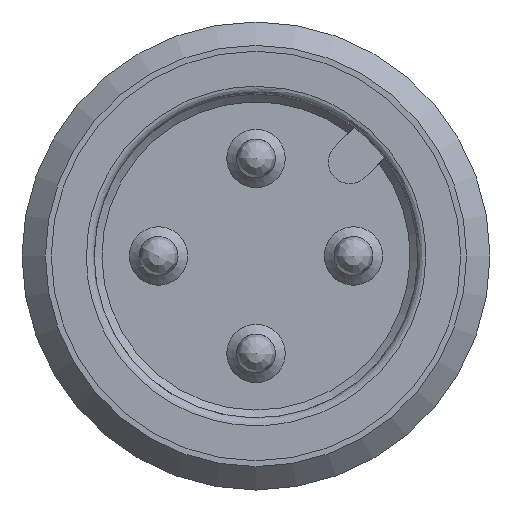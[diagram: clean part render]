
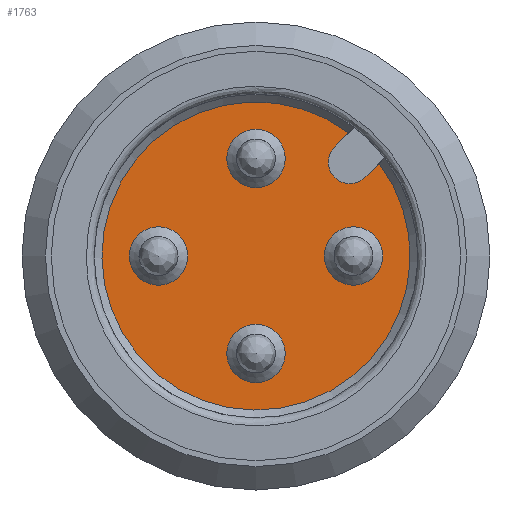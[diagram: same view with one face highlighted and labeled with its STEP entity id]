
A CAD part, left-side view. The second image highlights one B-rep face of the part: STEP entity #1763.
In plain terms, the highlighted face is planar.
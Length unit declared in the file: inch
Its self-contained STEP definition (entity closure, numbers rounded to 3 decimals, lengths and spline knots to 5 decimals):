
#10 = ORIENTED_EDGE ( 'NONE', *, *, #1254, .T. ) ;
#13 = ORIENTED_EDGE ( 'NONE', *, *, #1496, .T. ) ;
#16 = EDGE_CURVE ( 'NONE', #121, #235, #2248, .T. ) ;
#59 = AXIS2_PLACEMENT_3D ( 'NONE', #829, #657, #1078 ) ;
#77 = DIRECTION ( 'NONE',  ( 0., 0., 1. ) ) ;
#84 = CARTESIAN_POINT ( 'NONE',  ( 0., 0.35039, 0.1378 ) ) ;
#113 = CARTESIAN_POINT ( 'NONE',  ( 0., 0.35039, -0.0689 ) ) ;
#121 = VERTEX_POINT ( 'NONE', #1347 ) ;
#147 = DIRECTION ( 'NONE',  ( 0., 1., 0. ) ) ;
#235 = VERTEX_POINT ( 'NONE', #1472 ) ;
#247 = VECTOR ( 'NONE', #1035, 39.37008 ) ;
#303 = CARTESIAN_POINT ( 'NONE',  ( 0., 0.35039, -0.09843 ) ) ;
#324 = ORIENTED_EDGE ( 'NONE', *, *, #1538, .T. ) ;
#358 = DIRECTION ( 'NONE',  ( 0., 1., 0. ) ) ;
#392 = DIRECTION ( 'NONE',  ( 0., 1., 0. ) ) ;
#398 = ORIENTED_EDGE ( 'NONE', *, *, #1279, .T. ) ;
#416 = EDGE_LOOP ( 'NONE', ( #398 ) ) ;
#459 = AXIS2_PLACEMENT_3D ( 'NONE', #303, #358, #1872 ) ;
#481 = FACE_BOUND ( 'NONE', #1124, .T. ) ;
#501 = AXIS2_PLACEMENT_3D ( 'NONE', #1009, #147, #1554 ) ;
#541 = CARTESIAN_POINT ( 'NONE',  ( 0.10996, 0.35039, 0.07934 ) ) ;
#657 = DIRECTION ( 'NONE',  ( 0., 1., 0. ) ) ;
#658 = FACE_OUTER_BOUND ( 'NONE', #963, .T. ) ;
#752 = CARTESIAN_POINT ( 'NONE',  ( 0.09465, 0.35039, 0.09465 ) ) ;
#765 = CIRCLE ( 'NONE', #59, 0.02953 ) ;
#800 = DIRECTION ( 'NONE',  ( 0., -1., 0. ) ) ;
#807 = EDGE_CURVE ( 'NONE', #1353, #1353, #2181, .T. ) ;
#829 = CARTESIAN_POINT ( 'NONE',  ( -0.09843, 0.35039, 0. ) ) ;
#853 = AXIS2_PLACEMENT_3D ( 'NONE', #84, #984, #1678 ) ;
#894 = ORIENTED_EDGE ( 'NONE', *, *, #2220, .F. ) ;
#963 = EDGE_LOOP ( 'NONE', ( #894, #1727, #1184, #13 ) ) ;
#979 = ORIENTED_EDGE ( 'NONE', *, *, #807, .T. ) ;
#984 = DIRECTION ( 'NONE',  ( 0., -1., 0. ) ) ;
#985 = DIRECTION ( 'NONE',  ( 0., 0., -1. ) ) ;
#1001 = VERTEX_POINT ( 'NONE', #113 ) ;
#1009 = CARTESIAN_POINT ( 'NONE',  ( 0.09843, 0.35039, 0. ) ) ;
#1034 = CARTESIAN_POINT ( 'NONE',  ( 0., 0.35039, 0. ) ) ;
#1035 = DIRECTION ( 'NONE',  ( 0.707, 0., 0.707 ) ) ;
#1078 = DIRECTION ( 'NONE',  ( 0., 0., 1. ) ) ;
#1079 = AXIS2_PLACEMENT_3D ( 'NONE', #1034, #800, #985 ) ;
#1109 = DIRECTION ( 'NONE',  ( 0., 0., -1. ) ) ;
#1124 = EDGE_LOOP ( 'NONE', ( #979 ) ) ;
#1160 = VERTEX_POINT ( 'NONE', #1172 ) ;
#1172 = CARTESIAN_POINT ( 'NONE',  ( -0.09843, 0.35039, 0.02953 ) ) ;
#1184 = ORIENTED_EDGE ( 'NONE', *, *, #1930, .T. ) ;
#1189 = FACE_BOUND ( 'NONE', #1241, .T. ) ;
#1217 = CARTESIAN_POINT ( 'NONE',  ( 0.07934, 0.35039, 0.10996 ) ) ;
#1241 = EDGE_LOOP ( 'NONE', ( #10 ) ) ;
#1254 = EDGE_CURVE ( 'NONE', #1001, #1001, #1577, .T. ) ;
#1257 = CARTESIAN_POINT ( 'NONE',  ( 0.1242, 0.35039, 0.09358 ) ) ;
#1275 = CIRCLE ( 'NONE', #2076, 0.02953 ) ;
#1279 = EDGE_CURVE ( 'NONE', #1160, #1160, #765, .T. ) ;
#1347 = CARTESIAN_POINT ( 'NONE',  ( 0.07934, 0.35039, 0.10996 ) ) ;
#1353 = VERTEX_POINT ( 'NONE', #1569 ) ;
#1358 = FACE_BOUND ( 'NONE', #416, .T. ) ;
#1392 = VERTEX_POINT ( 'NONE', #541 ) ;
#1410 = CIRCLE ( 'NONE', #2065, 0.02165 ) ;
#1456 = CARTESIAN_POINT ( 'NONE',  ( 0., 0.35039, 0.09843 ) ) ;
#1467 = DIRECTION ( 'NONE',  ( 0., -1., 0. ) ) ;
#1472 = CARTESIAN_POINT ( 'NONE',  ( 0.09358, 0.35039, 0.1242 ) ) ;
#1476 = VERTEX_POINT ( 'NONE', #1774 ) ;
#1477 = CIRCLE ( 'NONE', #1079, 0.15551 ) ;
#1496 = EDGE_CURVE ( 'NONE', #1476, #1392, #1955, .T. ) ;
#1519 = VERTEX_POINT ( 'NONE', #2203 ) ;
#1538 = EDGE_CURVE ( 'NONE', #1519, #1519, #1275, .T. ) ;
#1554 = DIRECTION ( 'NONE',  ( 0., 0., 1. ) ) ;
#1569 = CARTESIAN_POINT ( 'NONE',  ( 0.09843, 0.35039, 0.02953 ) ) ;
#1577 = CIRCLE ( 'NONE', #459, 0.02953 ) ;
#1678 = DIRECTION ( 'NONE',  ( 0., 0., -1. ) ) ;
#1727 = ORIENTED_EDGE ( 'NONE', *, *, #16, .T. ) ;
#1763 = ADVANCED_FACE ( 'NONE', ( #658, #1358, #2052, #1189, #481 ), #1873, .T. ) ;
#1774 = CARTESIAN_POINT ( 'NONE',  ( 0.1242, 0.35039, 0.09358 ) ) ;
#1872 = DIRECTION ( 'NONE',  ( 0., 0., 1. ) ) ;
#1873 = PLANE ( 'NONE',  #853 ) ;
#1930 = EDGE_CURVE ( 'NONE', #235, #1476, #1477, .T. ) ;
#1945 = DIRECTION ( 'NONE',  ( -0.707, 0., -0.707 ) ) ;
#1955 = LINE ( 'NONE', #1257, #2262 ) ;
#2052 = FACE_BOUND ( 'NONE', #2146, .T. ) ;
#2065 = AXIS2_PLACEMENT_3D ( 'NONE', #752, #1467, #1109 ) ;
#2076 = AXIS2_PLACEMENT_3D ( 'NONE', #1456, #392, #77 ) ;
#2146 = EDGE_LOOP ( 'NONE', ( #324 ) ) ;
#2181 = CIRCLE ( 'NONE', #501, 0.02953 ) ;
#2203 = CARTESIAN_POINT ( 'NONE',  ( 0., 0.35039, 0.12795 ) ) ;
#2220 = EDGE_CURVE ( 'NONE', #121, #1392, #1410, .T. ) ;
#2248 = LINE ( 'NONE', #1217, #247 ) ;
#2262 = VECTOR ( 'NONE', #1945, 39.37008 ) ;
